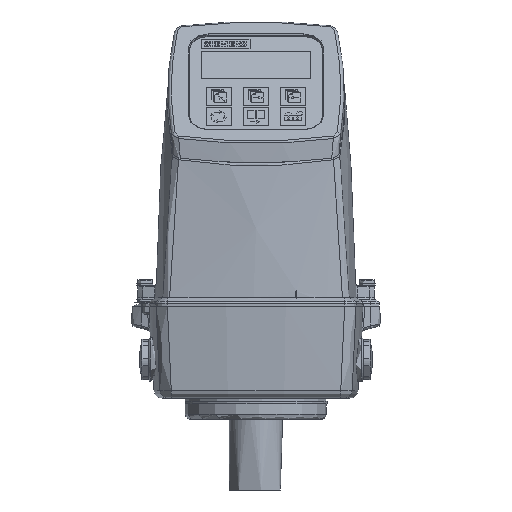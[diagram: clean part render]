
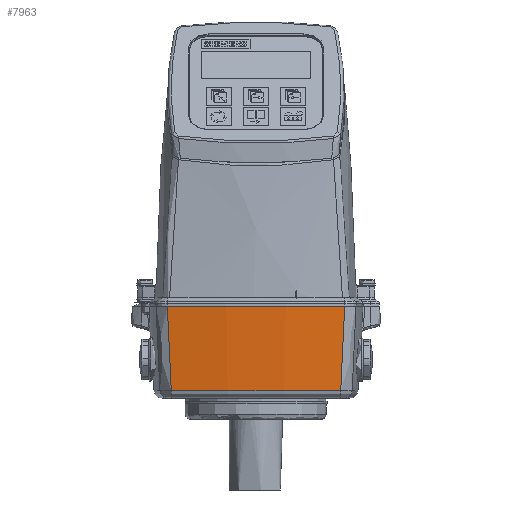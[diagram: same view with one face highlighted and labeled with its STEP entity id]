
A CAD part, front view. The second image highlights one B-rep face of the part: STEP entity #7963.
In plain terms, the highlighted conical face has half-angle 3 degrees and reference radius 344.5 mm.
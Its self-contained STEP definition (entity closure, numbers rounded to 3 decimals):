
#7211 = VERTEX_POINT('',#7212);
#7212 = CARTESIAN_POINT('',(-55.05,-62.073,60.5));
#7225 = EDGE_CURVE('',#7211,#7226,#7228,.T.);
#7226 = VERTEX_POINT('',#7227);
#7227 = CARTESIAN_POINT('',(55.05,-62.073,60.5));
#7228 = CIRCLE('',#7229,344.5);
#7229 = AXIS2_PLACEMENT_3D('',#7230,#7231,#7232);
#7230 = CARTESIAN_POINT('',(0.,278.,60.5));
#7231 = DIRECTION('',(0.,0.,1.));
#7232 = DIRECTION('',(0.,-1.,0.));
#7963 = ADVANCED_FACE('',(#7964),#7992,.T.);
#7964 = FACE_BOUND('',#7965,.T.);
#7965 = EDGE_LOOP('',(#7966,#7975,#7984,#7991));
#7966 = ORIENTED_EDGE('',*,*,#7967,.T.);
#7967 = EDGE_CURVE('',#7211,#7968,#7970,.T.);
#7968 = VERTEX_POINT('',#7969);
#7969 = CARTESIAN_POINT('',(-52.607,-59.688,
    8.238));
#7970 = B_SPLINE_CURVE_WITH_KNOTS('',3,(#7971,#7972,#7973,#7974),
  .UNSPECIFIED.,.F.,.F.,(4,4),(0.,1.),.PIECEWISE_BEZIER_KNOTS.);
#7971 = CARTESIAN_POINT('',(-55.05,-62.073,
    60.5));
#7972 = CARTESIAN_POINT('',(-54.238,-61.28,
    43.079));
#7973 = CARTESIAN_POINT('',(-53.424,-60.485,
    25.659));
#7974 = CARTESIAN_POINT('',(-52.607,-59.688,
    8.238));
#7975 = ORIENTED_EDGE('',*,*,#7976,.T.);
#7976 = EDGE_CURVE('',#7968,#7977,#7979,.T.);
#7977 = VERTEX_POINT('',#7978);
#7978 = CARTESIAN_POINT('',(52.607,-59.688,
    8.238));
#7979 = CIRCLE('',#7980,341.761);
#7980 = AXIS2_PLACEMENT_3D('',#7981,#7982,#7983);
#7981 = CARTESIAN_POINT('',(0.,278.,
    8.238));
#7982 = DIRECTION('',(0.,0.,1.));
#7983 = DIRECTION('',(0.,-1.,0.));
#7984 = ORIENTED_EDGE('',*,*,#7985,.T.);
#7985 = EDGE_CURVE('',#7977,#7226,#7986,.T.);
#7986 = B_SPLINE_CURVE_WITH_KNOTS('',3,(#7987,#7988,#7989,#7990),
  .UNSPECIFIED.,.F.,.F.,(4,4),(0.,1.),.PIECEWISE_BEZIER_KNOTS.);
#7987 = CARTESIAN_POINT('',(52.607,-59.688,
    8.238));
#7988 = CARTESIAN_POINT('',(53.424,-60.485,
    25.659));
#7989 = CARTESIAN_POINT('',(54.238,-61.28,
    43.079));
#7990 = CARTESIAN_POINT('',(55.05,-62.073,
    60.5));
#7991 = ORIENTED_EDGE('',*,*,#7225,.F.);
#7992 = CONICAL_SURFACE('',#7993,344.5,0.052);
#7993 = AXIS2_PLACEMENT_3D('',#7994,#7995,#7996);
#7994 = CARTESIAN_POINT('',(0.,278.,60.5));
#7995 = DIRECTION('',(0.,0.,1.));
#7996 = DIRECTION('',(0.,-1.,0.));
